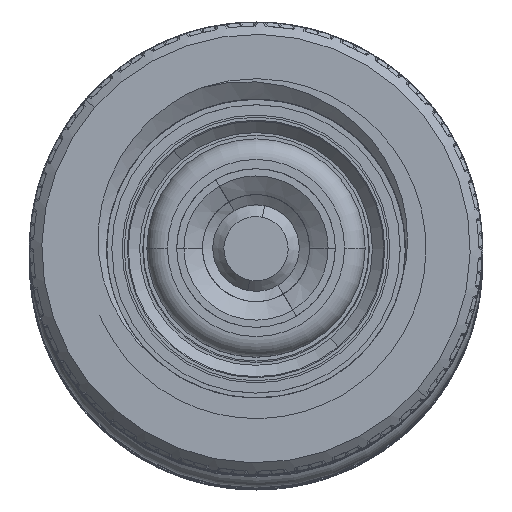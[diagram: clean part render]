
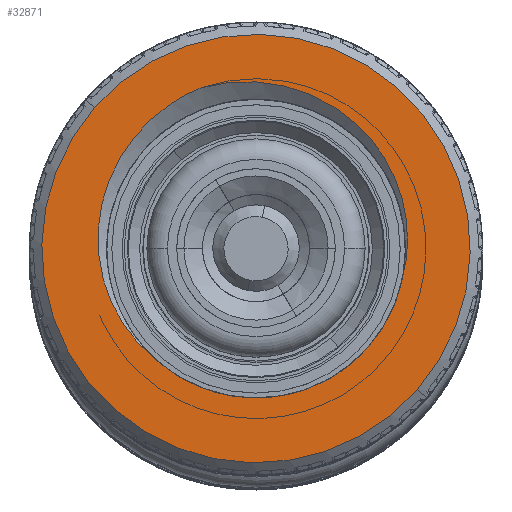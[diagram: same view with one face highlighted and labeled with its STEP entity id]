
A CAD part, top view. The second image highlights one B-rep face of the part: STEP entity #32871.
In plain terms, the highlighted face is planar.
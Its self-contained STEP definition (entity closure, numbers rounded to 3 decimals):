
#139 = CARTESIAN_POINT ( 'NONE',  ( -8.011, -2.374, -3.024 ) ) ;
#661 = CARTESIAN_POINT ( 'NONE',  ( -8.011, 0.772, -3.975 ) ) ;
#4093 = CARTESIAN_POINT ( 'NONE',  ( -8.011, 2.901, 2.342 ) ) ;
#4147 = DIRECTION ( 'NONE',  ( 1., 0., 0. ) ) ;
#4335 = CARTESIAN_POINT ( 'NONE',  ( -8.011, 2.605, -3.166 ) ) ;
#4595 = CARTESIAN_POINT ( 'NONE',  ( -8.011, 3.498, -1.939 ) ) ;
#4972 = ORIENTED_EDGE ( 'NONE', *, *, #11016, .T. ) ;
#5360 = DIRECTION ( 'NONE',  ( 0., 0., 1. ) ) ;
#6123 = CARTESIAN_POINT ( 'NONE',  ( -8.011, -1.971, -3.338 ) ) ;
#6709 = FACE_OUTER_BOUND ( 'NONE', #45025, .T. ) ;
#6961 = CARTESIAN_POINT ( 'NONE',  ( -8.011, 2.062, -3.572 ) ) ;
#7099 = CARTESIAN_POINT ( 'NONE',  ( -8.011, 0., 0. ) ) ;
#10280 = CARTESIAN_POINT ( 'NONE',  ( -8.011, 0., 5.2 ) ) ;
#10468 = AXIS2_PLACEMENT_3D ( 'NONE', #65423, #47255, #47010 ) ;
#10514 = ORIENTED_EDGE ( 'NONE', *, *, #70986, .T. ) ;
#11016 = EDGE_CURVE ( 'NONE', #68954, #65136, #43781, .T. ) ;
#12338 = DIRECTION ( 'NONE',  ( 0., 0., 1. ) ) ;
#14209 = CARTESIAN_POINT ( 'NONE',  ( -8.011, 1.812, 3.139 ) ) ;
#15785 = CARTESIAN_POINT ( 'NONE',  ( -8.011, 2.947, -2.791 ) ) ;
#16048 = CARTESIAN_POINT ( 'NONE',  ( -8.011, 3.055, -2.658 ) ) ;
#16302 = CARTESIAN_POINT ( 'NONE',  ( -8.011, 3.855, -0.81 ) ) ;
#16498 = CARTESIAN_POINT ( 'NONE',  ( -8.011, 0., 3.625 ) ) ;
#16502 = CARTESIAN_POINT ( 'NONE',  ( -8.011, 0., -5.2 ) ) ;
#16986 = CIRCLE ( 'NONE', #40764, 3.625 ) ;
#18052 = PLANE ( 'NONE',  #23168 ) ;
#19885 = ORIENTED_EDGE ( 'NONE', *, *, #21757, .T. ) ;
#21528 = CARTESIAN_POINT ( 'NONE',  ( -8.011, 3.688, -1.467 ) ) ;
#21757 = EDGE_CURVE ( 'NONE', #65136, #68954, #23141, .T. ) ;
#21788 = CARTESIAN_POINT ( 'NONE',  ( -8.011, 3.123, 2.076 ) ) ;
#21845 = CARTESIAN_POINT ( 'NONE',  ( -8.011, 0., 0. ) ) ;
#22033 = CARTESIAN_POINT ( 'NONE',  ( -8.011, 3.472, 1.499 ) ) ;
#23141 = CIRCLE ( 'NONE', #10468, 5.2 ) ;
#23168 = AXIS2_PLACEMENT_3D ( 'NONE', #59324, #59587, #5360 ) ;
#23545 = CARTESIAN_POINT ( 'NONE',  ( -8.011, -3.467, -1.34 ) ) ;
#23782 = CARTESIAN_POINT ( 'NONE',  ( -8.011, -3.046, -2.26 ) ) ;
#24043 = CARTESIAN_POINT ( 'NONE',  ( -8.011, -1.539, -3.603 ) ) ;
#27463 = CARTESIAN_POINT ( 'NONE',  ( -8.011, 3.89, -0.474 ) ) ;
#27694 = ORIENTED_EDGE ( 'NONE', *, *, #48208, .T. ) ;
#28992 = CARTESIAN_POINT ( 'NONE',  ( -8.011, -3.622, -0.677 ) ) ;
#29167 = ORIENTED_EDGE ( 'NONE', *, *, #39764, .T. ) ;
#29547 = AXIS2_PLACEMENT_3D ( 'NONE', #7099, #54560, #38692 ) ;
#32323 = VERTEX_POINT ( 'NONE', #16498 ) ;
#32871 = ADVANCED_FACE ( 'NONE', ( #54960, #6709 ), #18052, .T. ) ;
#35414 = CARTESIAN_POINT ( 'NONE',  ( -8.011, 0., 0. ) ) ;
#35694 = CARTESIAN_POINT ( 'NONE',  ( -8.011, -2.498, -2.909 ) ) ;
#36203 = CARTESIAN_POINT ( 'NONE',  ( -8.011, 0.264, -4.01 ) ) ;
#38692 = DIRECTION ( 'NONE',  ( 0., 0., -1. ) ) ;
#39444 = DIRECTION ( 'NONE',  ( 0., 0., 1. ) ) ;
#39626 = CARTESIAN_POINT ( 'NONE',  ( -8.011, 2.062, -3.572 ) ) ;
#39764 = EDGE_CURVE ( 'NONE', #32323, #61575, #16986, .T. ) ;
#40143 = CARTESIAN_POINT ( 'NONE',  ( -8.011, 2.348, -3.385 ) ) ;
#40764 = AXIS2_PLACEMENT_3D ( 'NONE', #35414, #47878, #12338 ) ;
#41404 = CARTESIAN_POINT ( 'NONE',  ( -8.011, -3.282, -1.812 ) ) ;
#41658 = CARTESIAN_POINT ( 'NONE',  ( -8.011, -2.111, -3.238 ) ) ;
#41712 = B_SPLINE_CURVE_WITH_KNOTS ( 'NONE', 3,
 ( #39626, #40143, #4335, #15785, #16048, #51828, #58061, #4595, #63794, #21528, #63036, #16302, #27463, #45868, #45359, #45624, #57570, #22033, #51334, #21788, #4093, #69012, #75996, #63540 ),
 .UNSPECIFIED., .F., .F.,
 ( 4, 2, 2, 2, 2, 2, 2, 2, 2, 2, 2, 4 ),
 ( 0., 0.001, 0.002, 0.002, 0.003, 0.003, 0.004, 0.005, 0.006, 0.006, 0.007, 0.008 ),
 .UNSPECIFIED. ) ;
#41928 = CARTESIAN_POINT ( 'NONE',  ( -8.011, 0.939, -3.949 ) ) ;
#42191 = CARTESIAN_POINT ( 'NONE',  ( -8.011, 2.062, -3.572 ) ) ;
#42444 = CARTESIAN_POINT ( 'NONE',  ( -8.011, 1.433, -3.84 ) ) ;
#42711 = CARTESIAN_POINT ( 'NONE',  ( -8.011, 0.435, -4.005 ) ) ;
#43781 = CIRCLE ( 'NONE', #29547, 5.2 ) ;
#45025 = EDGE_LOOP ( 'NONE', ( #19885, #4972 ) ) ;
#45359 = CARTESIAN_POINT ( 'NONE',  ( -8.011, 3.818, 0.542 ) ) ;
#45624 = CARTESIAN_POINT ( 'NONE',  ( -8.011, 3.672, 1.029 ) ) ;
#45868 = CARTESIAN_POINT ( 'NONE',  ( -8.011, 3.871, 0.209 ) ) ;
#47010 = DIRECTION ( 'NONE',  ( 0., 0., -1. ) ) ;
#47255 = DIRECTION ( 'NONE',  ( -1., 0., 0. ) ) ;
#47728 = B_SPLINE_CURVE_WITH_KNOTS ( 'NONE', 3,
 ( #59333, #71301, #28992, #70800, #23545, #77026, #41404, #23782, #65292, #35694, #139, #41658, #6123, #24043, #65534, #60641, #66072, #36203, #42711, #661, #41928, #42444, #60889, #42191 ),
 .UNSPECIFIED., .F., .F.,
 ( 4, 2, 2, 2, 2, 2, 2, 2, 2, 2, 2, 4 ),
 ( 0., 0.001, 0.002, 0.002, 0.003, 0.004, 0.004, 0.005, 0.006, 0.007, 0.007, 0.008 ),
 .UNSPECIFIED. ) ;
#47878 = DIRECTION ( 'NONE',  ( 1., 0., 0. ) ) ;
#48208 = EDGE_CURVE ( 'NONE', #59398, #32323, #64831, .T. ) ;
#51334 = CARTESIAN_POINT ( 'NONE',  ( -8.011, 3.392, 1.648 ) ) ;
#51828 = CARTESIAN_POINT ( 'NONE',  ( -8.011, 3.251, -2.38 ) ) ;
#54560 = DIRECTION ( 'NONE',  ( -1., 0., 0. ) ) ;
#54960 = FACE_BOUND ( 'NONE', #61879, .T. ) ;
#56359 = VERTEX_POINT ( 'NONE', #6961 ) ;
#56961 = AXIS2_PLACEMENT_3D ( 'NONE', #21845, #4147, #39444 ) ;
#57570 = CARTESIAN_POINT ( 'NONE',  ( -8.011, 3.612, 1.19 ) ) ;
#58061 = CARTESIAN_POINT ( 'NONE',  ( -8.011, 3.34, -2.237 ) ) ;
#58933 = ORIENTED_EDGE ( 'NONE', *, *, #62221, .T. ) ;
#59324 = CARTESIAN_POINT ( 'NONE',  ( -8.011, 0., 0. ) ) ;
#59333 = CARTESIAN_POINT ( 'NONE',  ( -8.011, -3.625, 0. ) ) ;
#59398 = VERTEX_POINT ( 'NONE', #14209 ) ;
#59587 = DIRECTION ( 'NONE',  ( -1., 0., 0. ) ) ;
#60641 = CARTESIAN_POINT ( 'NONE',  ( -8.011, -0.577, -3.937 ) ) ;
#60889 = CARTESIAN_POINT ( 'NONE',  ( -8.011, 1.757, -3.726 ) ) ;
#61575 = VERTEX_POINT ( 'NONE', #73273 ) ;
#61879 = EDGE_LOOP ( 'NONE', ( #27694, #29167, #10514, #58933 ) ) ;
#62221 = EDGE_CURVE ( 'NONE', #56359, #59398, #41712, .T. ) ;
#63036 = CARTESIAN_POINT ( 'NONE',  ( -8.011, 3.738, -1.303 ) ) ;
#63540 = CARTESIAN_POINT ( 'NONE',  ( -8.011, 1.812, 3.139 ) ) ;
#63794 = CARTESIAN_POINT ( 'NONE',  ( -8.011, 3.568, -1.785 ) ) ;
#64831 = CIRCLE ( 'NONE', #56961, 3.625 ) ;
#65136 = VERTEX_POINT ( 'NONE', #16502 ) ;
#65292 = CARTESIAN_POINT ( 'NONE',  ( -8.011, -2.844, -2.54 ) ) ;
#65423 = CARTESIAN_POINT ( 'NONE',  ( -8.011, 0., 0. ) ) ;
#65534 = CARTESIAN_POINT ( 'NONE',  ( -8.011, -1.229, -3.742 ) ) ;
#66072 = CARTESIAN_POINT ( 'NONE',  ( -8.011, -0.244, -3.992 ) ) ;
#68954 = VERTEX_POINT ( 'NONE', #10280 ) ;
#69012 = CARTESIAN_POINT ( 'NONE',  ( -8.011, 2.401, 2.795 ) ) ;
#70800 = CARTESIAN_POINT ( 'NONE',  ( -8.011, -3.514, -1.175 ) ) ;
#70986 = EDGE_CURVE ( 'NONE', #61575, #56359, #47728, .T. ) ;
#71301 = CARTESIAN_POINT ( 'NONE',  ( -8.011, -3.647, -0.341 ) ) ;
#73273 = CARTESIAN_POINT ( 'NONE',  ( -8.011, -3.625, 0. ) ) ;
#75996 = CARTESIAN_POINT ( 'NONE',  ( -8.011, 2.12, 2.988 ) ) ;
#77026 = CARTESIAN_POINT ( 'NONE',  ( -8.011, -3.35, -1.658 ) ) ;
